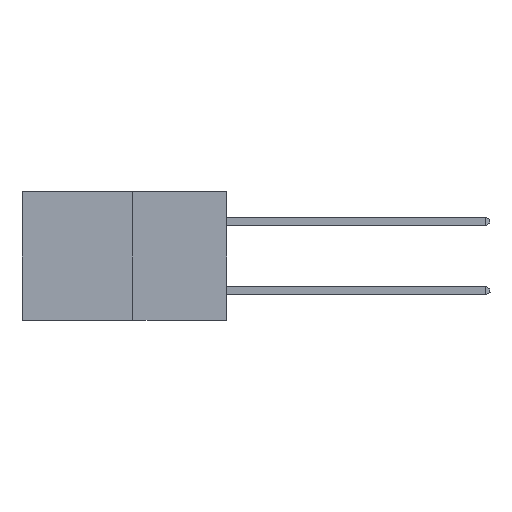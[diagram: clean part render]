
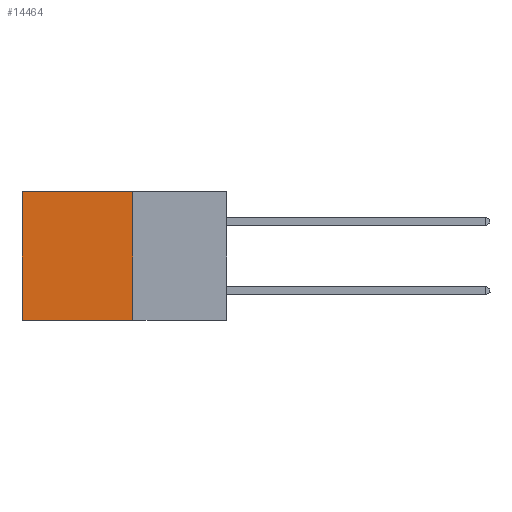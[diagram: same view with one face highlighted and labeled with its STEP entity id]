
A CAD part, left-side view. The second image highlights one B-rep face of the part: STEP entity #14464.
In plain terms, the highlighted planar face has unit normal (-1, 0, 0).
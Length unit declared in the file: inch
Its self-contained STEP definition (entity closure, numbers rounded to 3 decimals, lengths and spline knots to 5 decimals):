
#609 = VERTEX_POINT ( 'NONE', #6681 ) ;
#1891 = FACE_OUTER_BOUND ( 'NONE', #14120, .T. ) ;
#2324 = CARTESIAN_POINT ( 'NONE',  ( 0.277, 0.27, 0. ) ) ;
#3268 = EDGE_CURVE ( 'NONE', #609, #18541, #22556, .T. ) ;
#3414 = LINE ( 'NONE', #2324, #15749 ) ;
#5259 = CARTESIAN_POINT ( 'NONE',  ( 0.277, 0.59, 0. ) ) ;
#6681 = CARTESIAN_POINT ( 'NONE',  ( 0.277, 0.27, -0.37 ) ) ;
#6699 = CARTESIAN_POINT ( 'NONE',  ( 0.277, 0.59, -0.37 ) ) ;
#6769 = EDGE_CURVE ( 'NONE', #11856, #17748, #3414, .T. ) ;
#7543 = EDGE_CURVE ( 'NONE', #11856, #609, #19261, .T. ) ;
#8913 = CARTESIAN_POINT ( 'NONE',  ( 0.277, 0.27, 0. ) ) ;
#9824 = DIRECTION ( 'NONE',  ( 0., 0., -1. ) ) ;
#10470 = VECTOR ( 'NONE', #29389, 39.37008 ) ;
#11253 = ORIENTED_EDGE ( 'NONE', *, *, #7543, .F. ) ;
#11856 = VERTEX_POINT ( 'NONE', #8913 ) ;
#12509 = VECTOR ( 'NONE', #9824, 39.37008 ) ;
#13025 = CARTESIAN_POINT ( 'NONE',  ( 0.277, 0.27, -0.37 ) ) ;
#13996 = VECTOR ( 'NONE', #28065, 39.37008 ) ;
#14120 = EDGE_LOOP ( 'NONE', ( #26266, #18059, #11253, #17347 ) ) ;
#14245 = EDGE_CURVE ( 'NONE', #17748, #18541, #14688, .T. ) ;
#14464 = ADVANCED_FACE ( 'NONE', ( #1891 ), #26508, .F. ) ;
#14688 = LINE ( 'NONE', #25821, #13996 ) ;
#15307 = DIRECTION ( 'NONE',  ( 0., 0., -1. ) ) ;
#15749 = VECTOR ( 'NONE', #25202, 39.37008 ) ;
#17347 = ORIENTED_EDGE ( 'NONE', *, *, #6769, .T. ) ;
#17748 = VERTEX_POINT ( 'NONE', #5259 ) ;
#18059 = ORIENTED_EDGE ( 'NONE', *, *, #3268, .F. ) ;
#18541 = VERTEX_POINT ( 'NONE', #6699 ) ;
#19261 = LINE ( 'NONE', #21161, #12509 ) ;
#21161 = CARTESIAN_POINT ( 'NONE',  ( 0.277, 0.27, -0.37 ) ) ;
#22205 = AXIS2_PLACEMENT_3D ( 'NONE', #13025, #28746, #15307 ) ;
#22556 = LINE ( 'NONE', #29584, #10470 ) ;
#25202 = DIRECTION ( 'NONE',  ( 0., 1., 0. ) ) ;
#25821 = CARTESIAN_POINT ( 'NONE',  ( 0.277, 0.59, -0.37 ) ) ;
#26266 = ORIENTED_EDGE ( 'NONE', *, *, #14245, .T. ) ;
#26508 = PLANE ( 'NONE',  #22205 ) ;
#28065 = DIRECTION ( 'NONE',  ( 0., 0., -1. ) ) ;
#28746 = DIRECTION ( 'NONE',  ( 1., 0., 0. ) ) ;
#29389 = DIRECTION ( 'NONE',  ( 0., 1., 0. ) ) ;
#29584 = CARTESIAN_POINT ( 'NONE',  ( 0.277, 0.27, -0.37 ) ) ;
